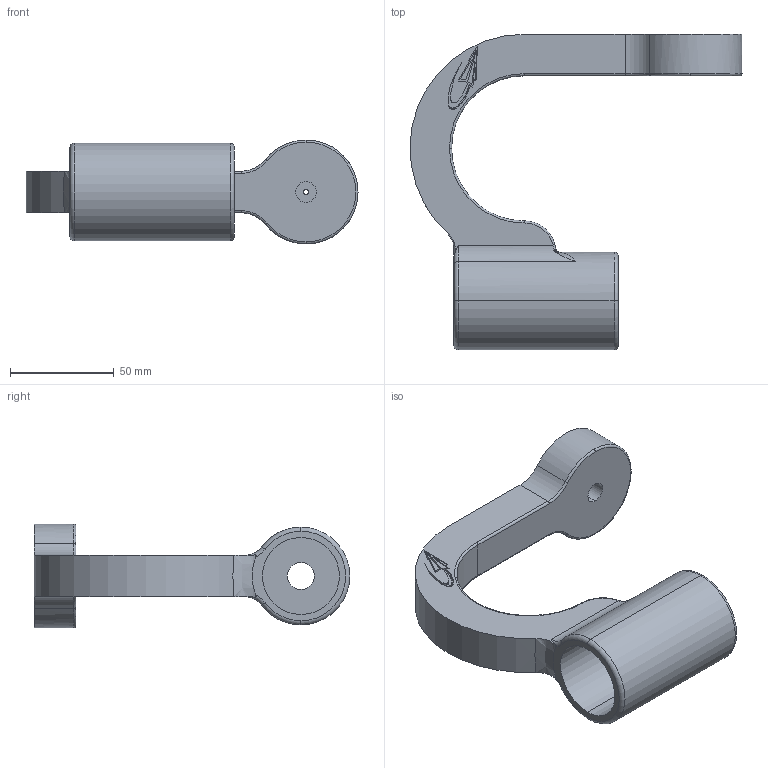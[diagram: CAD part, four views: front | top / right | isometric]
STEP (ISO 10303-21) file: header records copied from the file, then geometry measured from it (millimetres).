
FILE_DESCRIPTION (( 'STEP AP203' ), '1' );
FILE_NAME ('S_R_P1.STEP', '2025-12-04T09:51:25', ( '' ), ( '' ), 'SwSTEP 2.0', 'SolidWorks 2024', '' );
FILE_SCHEMA (( 'CONFIG_CONTROL_DESIGN' ));
Length unit declared in the file: millimetre
Products named in the file (1): S_R_P1
Bounding box: 159.69 x 151.8 x 50 mm (x, y, z)
Volume: 176113.5 mm3; surface area: 45756.5 mm2
Topology: 1 solids, 1 shells, 118 faces, 299 edges, 190 vertices
Faces by surface type: plane 55, cylinder 27, bspline 19, torus 17
Entity records: 4092 total; most frequent: CARTESIAN_POINT 1246, ORIENTED_EDGE 594, DIRECTION 547, EDGE_CURVE 297, AXIS2_PLACEMENT_3D 193, VERTEX_POINT 190, LINE 161, VECTOR 161
